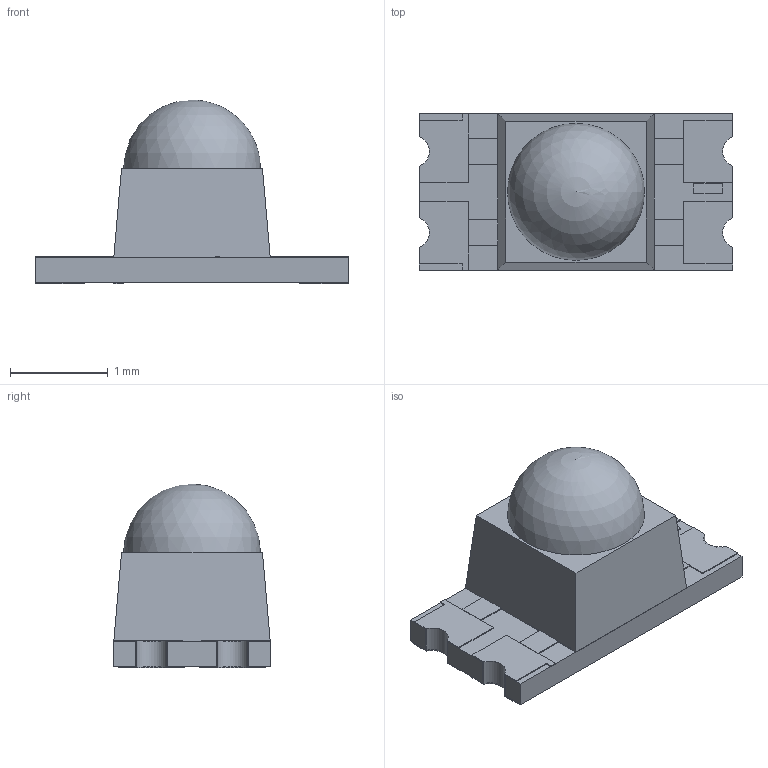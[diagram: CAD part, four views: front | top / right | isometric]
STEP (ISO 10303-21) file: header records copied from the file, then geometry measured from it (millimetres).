
FILE_DESCRIPTION(/* description */ ('Unknown'),/* implementation_level */ '2;1');
FILE_NAME(/* name */ '150120M183000',/* time_stamp */ '2022-07-22T10:56:09+02:00',/* author */ ('Unknown'),/* organization */ ('Unknown'),/* preprocessor_version */ 'ST-DEVELOPER v16.7',/* originating_system */ 'Solid Edge',/* authorisation */ 'Unknown');
FILE_SCHEMA (('AUTOMOTIVE_DESIGN {1 0 10303 214 3 1 1}'));
Length unit declared in the file: millimetre
Products named in the file (4): 150120M183000; Base; Pins; Lense
Assembly tree (3 placements, depth 2):
  150120M183000
    Base
    Pins
    Lense
Bounding box: 3.2 x 1.6 x 1.88 mm (x, y, z)
Volume: 4.2 mm3; surface area: 34.4 mm2
Topology: 10 solids, 10 shells, 184 faces, 465 edges, 306 vertices
Faces by surface type: plane 169, cylinder 14, sphere 1
Entity records: 6040 total; most frequent: CARTESIAN_POINT 1007, ORIENTED_EDGE 926, DIRECTION 851, EDGE_CURVE 463, LINE 417, VECTOR 417, VERTEX_POINT 305, AXIS2_PLACEMENT_3D 217
